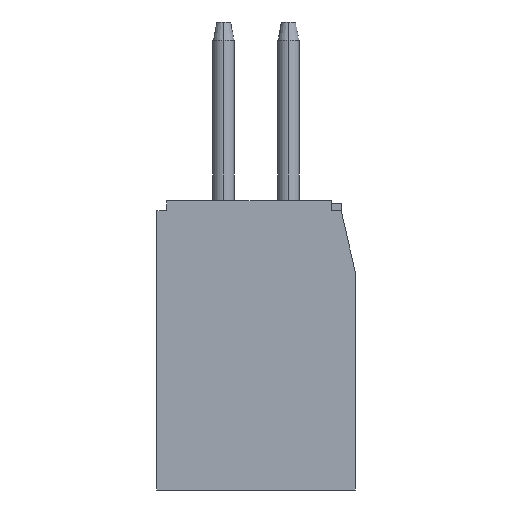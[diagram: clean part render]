
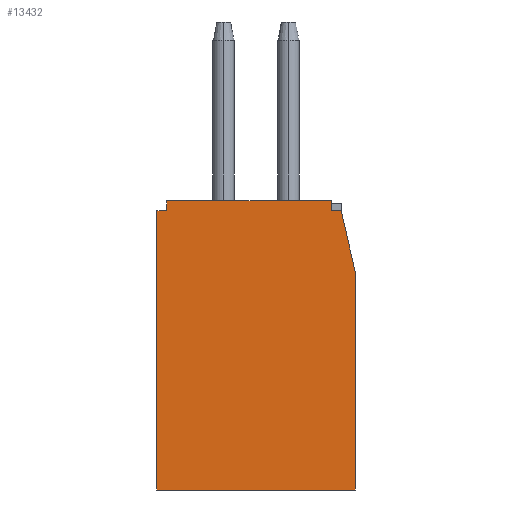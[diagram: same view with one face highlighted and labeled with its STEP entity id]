
A CAD part, left-side view. The second image highlights one B-rep face of the part: STEP entity #13432.
In plain terms, the highlighted planar face has unit normal (-1, 0, 0).
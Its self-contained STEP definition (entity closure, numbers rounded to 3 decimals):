
#332 = EDGE_CURVE ( 'NONE', #5491, #953, #12796, .T. ) ;
#483 = CARTESIAN_POINT ( 'NONE',  ( -7.3, -2.619, 8.6 ) ) ;
#569 = CARTESIAN_POINT ( 'NONE',  ( -7.3, 2.75, 8.6 ) ) ;
#687 = DIRECTION ( 'NONE',  ( 0., -0.224, -0.974 ) ) ;
#712 = VECTOR ( 'NONE', #9516, 1000. ) ;
#713 = CARTESIAN_POINT ( 'NONE',  ( -7.3, 3.05, 8.6 ) ) ;
#838 = EDGE_CURVE ( 'NONE', #3999, #8295, #6418, .T. ) ;
#953 = VERTEX_POINT ( 'NONE', #3987 ) ;
#1199 = LINE ( 'NONE', #5511, #2057 ) ;
#1295 = ORIENTED_EDGE ( 'NONE', *, *, #838, .T. ) ;
#1385 = EDGE_LOOP ( 'NONE', ( #5685, #4248, #1295, #5062, #13710, #3592, #6512, #10672, #1458 ) ) ;
#1458 = ORIENTED_EDGE ( 'NONE', *, *, #3215, .F. ) ;
#1489 = DIRECTION ( 'NONE',  ( 0., 0., -1. ) ) ;
#1498 = EDGE_CURVE ( 'NONE', #5491, #11849, #4042, .T. ) ;
#1515 = VECTOR ( 'NONE', #687, 1000. ) ;
#1517 = EDGE_CURVE ( 'NONE', #8295, #3732, #3028, .T. ) ;
#1876 = VERTEX_POINT ( 'NONE', #10524 ) ;
#2057 = VECTOR ( 'NONE', #5655, 1000. ) ;
#2367 = VECTOR ( 'NONE', #14280, 1000. ) ;
#2991 = CARTESIAN_POINT ( 'NONE',  ( -7.3, 2.75, 8.9 ) ) ;
#3028 = LINE ( 'NONE', #8498, #7826 ) ;
#3082 = VECTOR ( 'NONE', #14112, 1000. ) ;
#3215 = EDGE_CURVE ( 'NONE', #5215, #1876, #7683, .T. ) ;
#3465 = LINE ( 'NONE', #12568, #3548 ) ;
#3548 = VECTOR ( 'NONE', #3742, 1000. ) ;
#3550 = CARTESIAN_POINT ( 'NONE',  ( -7.3, -3.05, 8.9 ) ) ;
#3592 = ORIENTED_EDGE ( 'NONE', *, *, #1498, .F. ) ;
#3732 = VERTEX_POINT ( 'NONE', #8901 ) ;
#3742 = DIRECTION ( 'NONE',  ( 0., 0., -1. ) ) ;
#3874 = VERTEX_POINT ( 'NONE', #569 ) ;
#3987 = CARTESIAN_POINT ( 'NONE',  ( -7.3, -2.319, 8.6 ) ) ;
#3999 = VERTEX_POINT ( 'NONE', #713 ) ;
#4030 = CARTESIAN_POINT ( 'NONE',  ( -7.3, -3.05, 8.6 ) ) ;
#4042 = LINE ( 'NONE', #4262, #1515 ) ;
#4053 = LINE ( 'NONE', #6312, #11338 ) ;
#4248 = ORIENTED_EDGE ( 'NONE', *, *, #13363, .T. ) ;
#4262 = CARTESIAN_POINT ( 'NONE',  ( -7.3, -3.05, 6.729 ) ) ;
#4465 = EDGE_CURVE ( 'NONE', #953, #1876, #4053, .T. ) ;
#4930 = CARTESIAN_POINT ( 'NONE',  ( -7.3, -3.05, 6.729 ) ) ;
#5062 = ORIENTED_EDGE ( 'NONE', *, *, #1517, .T. ) ;
#5215 = VERTEX_POINT ( 'NONE', #2991 ) ;
#5491 = VERTEX_POINT ( 'NONE', #483 ) ;
#5511 = CARTESIAN_POINT ( 'NONE',  ( -7.3, 2.75, 8.9 ) ) ;
#5655 = DIRECTION ( 'NONE',  ( 0., 0., -1. ) ) ;
#5685 = ORIENTED_EDGE ( 'NONE', *, *, #12075, .T. ) ;
#5743 = PLANE ( 'NONE',  #7276 ) ;
#6072 = CARTESIAN_POINT ( 'NONE',  ( -7.3, 3.05, 0. ) ) ;
#6312 = CARTESIAN_POINT ( 'NONE',  ( -7.3, -2.319, 8.9 ) ) ;
#6418 = LINE ( 'NONE', #10938, #2367 ) ;
#6512 = ORIENTED_EDGE ( 'NONE', *, *, #332, .T. ) ;
#7276 = AXIS2_PLACEMENT_3D ( 'NONE', #3550, #13690, #1489 ) ;
#7683 = LINE ( 'NONE', #13218, #3082 ) ;
#7826 = VECTOR ( 'NONE', #11996, 1000. ) ;
#8295 = VERTEX_POINT ( 'NONE', #6072 ) ;
#8498 = CARTESIAN_POINT ( 'NONE',  ( -7.3, -3.05, 0. ) ) ;
#8901 = CARTESIAN_POINT ( 'NONE',  ( -7.3, -3.05, 0. ) ) ;
#9173 = FACE_OUTER_BOUND ( 'NONE', #1385, .T. ) ;
#9360 = LINE ( 'NONE', #4030, #12394 ) ;
#9516 = DIRECTION ( 'NONE',  ( 0., 1., 0. ) ) ;
#9673 = DIRECTION ( 'NONE',  ( 0., 0., 1. ) ) ;
#10524 = CARTESIAN_POINT ( 'NONE',  ( -7.3, -2.319, 8.9 ) ) ;
#10672 = ORIENTED_EDGE ( 'NONE', *, *, #4465, .T. ) ;
#10938 = CARTESIAN_POINT ( 'NONE',  ( -7.3, 3.05, 8.9 ) ) ;
#11338 = VECTOR ( 'NONE', #9673, 1000. ) ;
#11849 = VERTEX_POINT ( 'NONE', #4930 ) ;
#11996 = DIRECTION ( 'NONE',  ( 0., -1., 0. ) ) ;
#12075 = EDGE_CURVE ( 'NONE', #5215, #3874, #1199, .T. ) ;
#12394 = VECTOR ( 'NONE', #12927, 1000. ) ;
#12568 = CARTESIAN_POINT ( 'NONE',  ( -7.3, -3.05, 8.9 ) ) ;
#12796 = LINE ( 'NONE', #13816, #712 ) ;
#12927 = DIRECTION ( 'NONE',  ( 0., 1., 0. ) ) ;
#13218 = CARTESIAN_POINT ( 'NONE',  ( -7.3, -3.05, 8.9 ) ) ;
#13363 = EDGE_CURVE ( 'NONE', #3874, #3999, #9360, .T. ) ;
#13432 = ADVANCED_FACE ( 'NONE', ( #9173 ), #5743, .F. ) ;
#13690 = DIRECTION ( 'NONE',  ( 1., 0., 0. ) ) ;
#13710 = ORIENTED_EDGE ( 'NONE', *, *, #13865, .F. ) ;
#13816 = CARTESIAN_POINT ( 'NONE',  ( -7.3, -3.05, 8.6 ) ) ;
#13865 = EDGE_CURVE ( 'NONE', #11849, #3732, #3465, .T. ) ;
#14112 = DIRECTION ( 'NONE',  ( 0., -1., 0. ) ) ;
#14280 = DIRECTION ( 'NONE',  ( 0., 0., -1. ) ) ;
